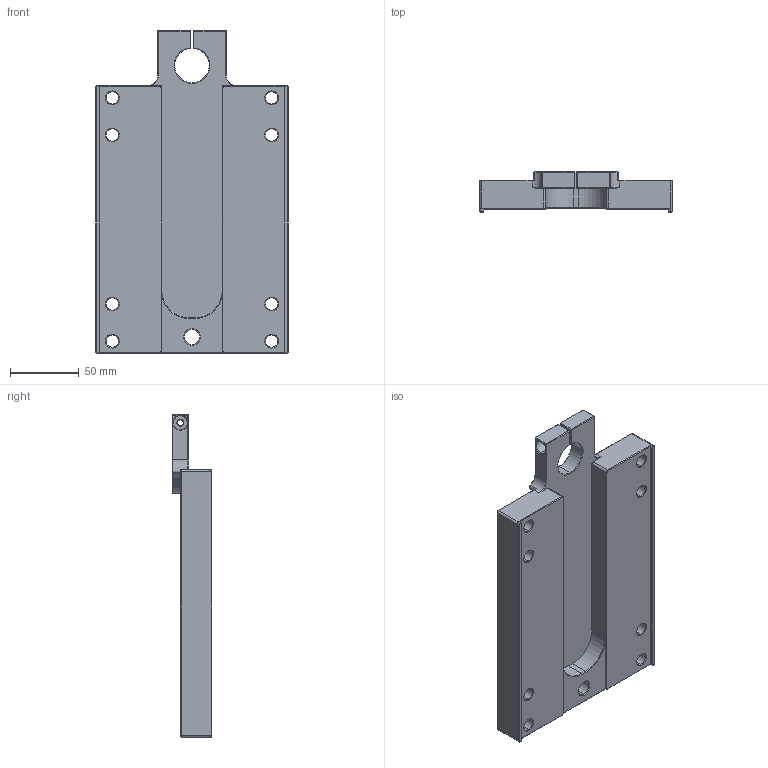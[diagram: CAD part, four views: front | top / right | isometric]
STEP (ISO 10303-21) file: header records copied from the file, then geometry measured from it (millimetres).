
FILE_DESCRIPTION(('HOOPS Exchange Step'),'2;1');
FILE_NAME('export-6CBF61A1-DC49-4916-BC3A-5F296A41EDBF.stp','2022-06-28T15:33:02+02:00',('User'),('Alibre'),'HOOPS Exchange 2021.0','Alibre','Unknown authorisation');
FILE_SCHEMA( ('AP242_MANAGED_MODEL_BASED_3D_ENGINEERING_MIM_LF {1 0 10303 442 1 1 4 }') );
Length unit declared in the file: millimetre
Products named in the file (1): 5944-1 DCNC Retraction System Sideplate STEP214
Bounding box: 140 x 29 x 235 mm (x, y, z)
Volume: 457201.5 mm3; surface area: 88512 mm2
Topology: 1 solids, 1 shells, 244 faces, 568 edges, 331 vertices
Faces by surface type: cone 92, cylinder 76, plane 76
Entity records: 6936 total; most frequent: DIRECTION 1288, CARTESIAN_POINT 1175, ORIENTED_EDGE 1120, EDGE_CURVE 560, AXIS2_PLACEMENT_3D 492, VERTEX_POINT 331, VECTOR 304, LINE 304
